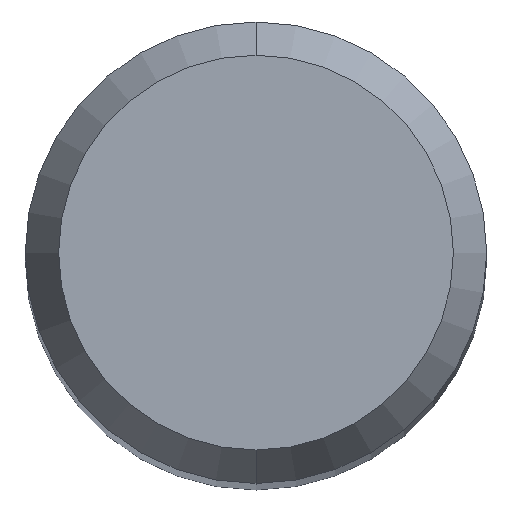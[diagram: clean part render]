
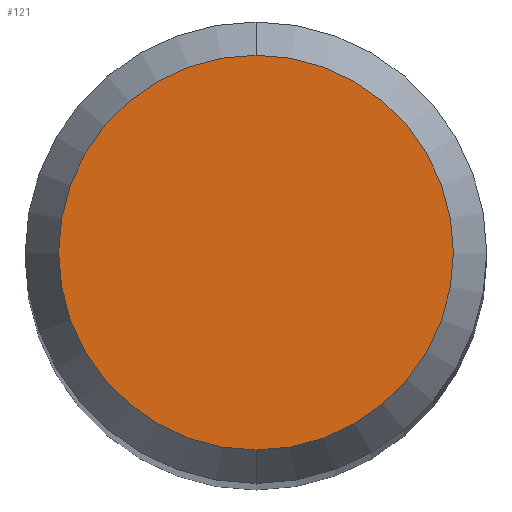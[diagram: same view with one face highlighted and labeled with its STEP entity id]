
A CAD part, top view. The second image highlights one B-rep face of the part: STEP entity #121.
In plain terms, the highlighted planar face has unit normal (0, 0, 1).
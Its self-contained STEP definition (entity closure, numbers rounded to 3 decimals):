
#111=VERTEX_POINT('',#262);
#121=ADVANCED_FACE('',(#273),#274,.T.);
#141=VERTEX_POINT('',#297);
#159=EDGE_CURVE('',#141,#111,#319,.T.);
#211=EDGE_CURVE('',#111,#141,#377,.T.);
#262=CARTESIAN_POINT('',(0.,-1.358,0.0));
#273=FACE_OUTER_BOUND('',#438,.T.);
#274=PLANE('',#439);
#297=CARTESIAN_POINT('',(0.0,1.358,0.0));
#319=CIRCLE('',#497,1.358);
#377=CIRCLE('',#571,1.358);
#438=EDGE_LOOP('',(#624,#625));
#439=AXIS2_PLACEMENT_3D('',#626,#627,#628);
#497=AXIS2_PLACEMENT_3D('',#695,#696,#697);
#571=AXIS2_PLACEMENT_3D('',#772,#773,#774);
#624=ORIENTED_EDGE('',*,*,#159,.F.);
#625=ORIENTED_EDGE('',*,*,#211,.F.);
#626=CARTESIAN_POINT('',(0.0,0.679,0.0));
#627=DIRECTION('',(-0.0,0.0,1.0));
#628=DIRECTION('',(0.0,-1.0,0.0));
#695=CARTESIAN_POINT('',(0.0,0.0,0.0));
#696=DIRECTION('',(0.0,0.0,-1.0));
#697=DIRECTION('',(0.0,1.0,0.0));
#772=CARTESIAN_POINT('',(0.0,0.0,0.0));
#773=DIRECTION('',(0.0,0.0,-1.0));
#774=DIRECTION('',(0.0,1.0,0.0));
